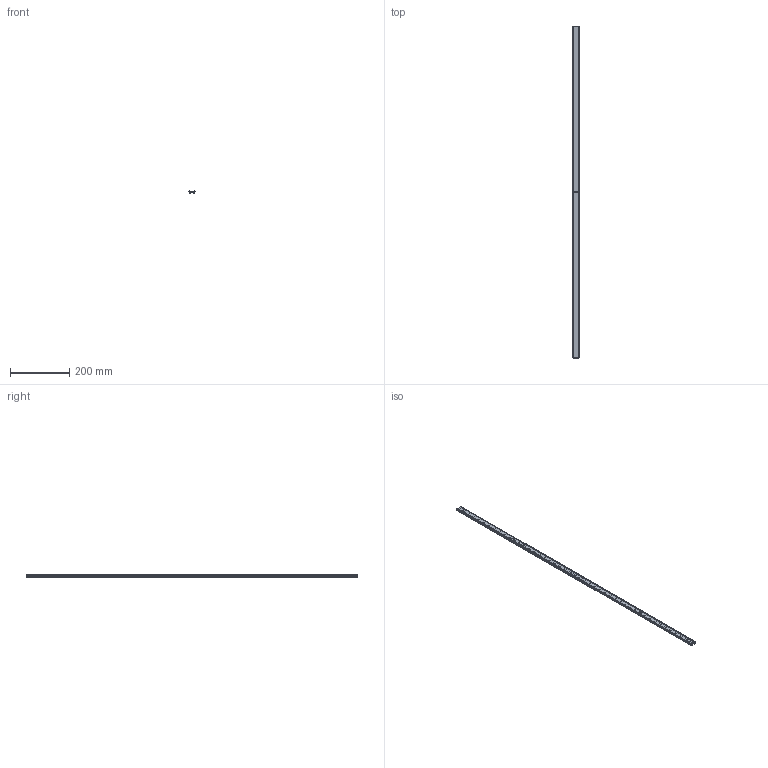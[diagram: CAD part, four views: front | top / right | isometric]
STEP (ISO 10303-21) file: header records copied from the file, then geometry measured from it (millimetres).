
FILE_DESCRIPTION(/* description */ ('This is a sample STEP configuration'),/* implementation_level */ '2;1');
FILE_NAME(/* name */ '715-0702020xxxxxx _Simple.ipt_Rev_00.1.stp',/* time_stamp */ '2022-02-16T13:33:08+01:00',/* author */ ('powerJobs'),/* organization */ ('coolOrange'),/* preprocessor_version */ 'ST-DEVELOPER v18.1',/* originating_system */ 'Autodesk Inventor 2020',/* authorisation */ '');
FILE_SCHEMA (('AUTOMOTIVE_DESIGN { 1 0 10303 214 3 1 1 }'));
Length unit declared in the file: millimetre
Products named in the file (1): ENG000025139
Bounding box: 20.57 x 1122 x 7.5 mm (x, y, z)
Volume: 78199 mm3; surface area: 206899.3 mm2
Topology: 9 solids, 9 shells, 1176 faces, 2918 edges, 1940 vertices
Faces by surface type: plane 1094, cylinder 66, cone 16
Full cylindrical faces by diameter (mm): 2.1 x16
Entity records: 35452 total; most frequent: CARTESIAN_POINT 6019, ORIENTED_EDGE 5804, DIRECTION 5420, EDGE_CURVE 2902, LINE 2738, VECTOR 2738, VERTEX_POINT 1940, EDGE_LOOP 1372
